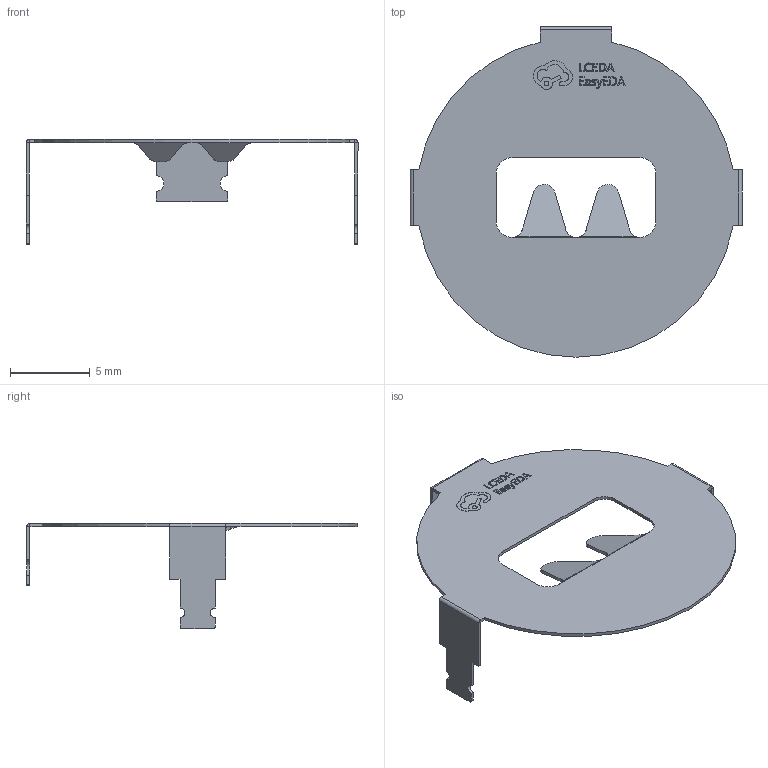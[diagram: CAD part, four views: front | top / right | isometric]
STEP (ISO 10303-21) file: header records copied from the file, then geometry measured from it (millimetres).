
FILE_DESCRIPTION (( 'STEP AP214' ), '1' );
FILE_NAME ('BATT-TH_MY-2032-02.STEP', '2024-01-25T03:02:02', ( 'PC' ), ( 'Microsoft' ), 'SwSTEP 2.0', 'SolidWorks 2020', '' );
FILE_SCHEMA (( 'AUTOMOTIVE_DESIGN' ));
Length unit declared in the file: millimetre
Products named in the file (1): BATT-TH_MY-2032-02
Bounding box: 20.8 x 20.7 x 6.61 mm (x, y, z)
Volume: 67.5 mm3; surface area: 703.6 mm2
Topology: 1 solids, 1 shells, 311 faces, 838 edges, 548 vertices
Faces by surface type: plane 183, bspline 98, cylinder 30
Entity records: 13619 total; most frequent: CARTESIAN_POINT 3056, ORIENTED_EDGE 1676, DIRECTION 1094, EDGE_CURVE 838, VECTOR 578, LINE 578, VERTEX_POINT 548, EDGE_LOOP 332
